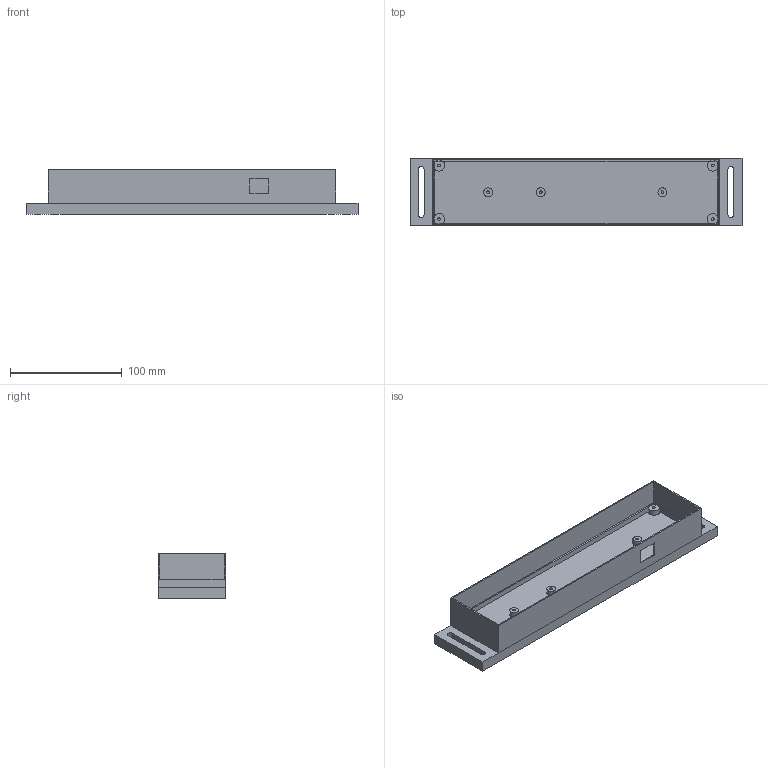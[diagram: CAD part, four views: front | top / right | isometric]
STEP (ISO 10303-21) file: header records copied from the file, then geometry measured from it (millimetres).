
FILE_DESCRIPTION(('FreeCAD Model'),'2;1');
FILE_NAME('Open CASCADE Shape Model','2024-07-07T21:28:19',('Author'),( ''),'Open CASCADE STEP processor 7.6','FreeCAD','Unknown');
FILE_SCHEMA(('AUTOMOTIVE_DESIGN { 1 0 10303 214 1 1 1 1 }'));
Length unit declared in the file: millimetre
Products named in the file (1): Gehause
Bounding box: 297.2 x 60.5 x 40 mm (x, y, z)
Volume: 98938.7 mm3; surface area: 96879.3 mm2
Topology: 1 solids, 1 shells, 106 faces, 232 edges, 142 vertices
Faces by surface type: plane 76, cylinder 30
Full cylindrical faces by diameter (mm): 2.5 x7, 8 x3
Entity records: 2900 total; most frequent: DIRECTION 520, CARTESIAN_POINT 481, ORIENTED_EDGE 464, EDGE_CURVE 232, AXIS2_PLACEMENT_3D 181, LINE 158, VECTOR 158, VERTEX_POINT 142
